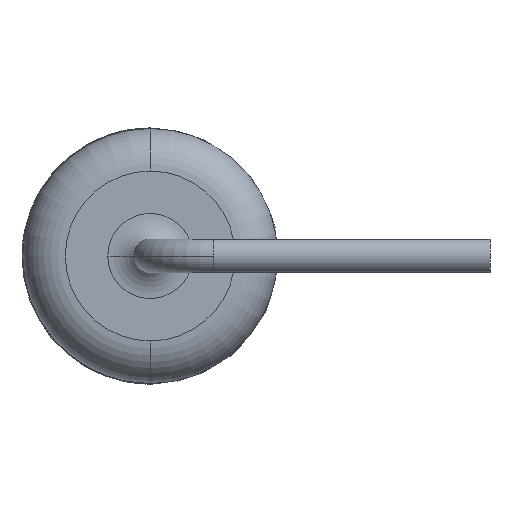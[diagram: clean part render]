
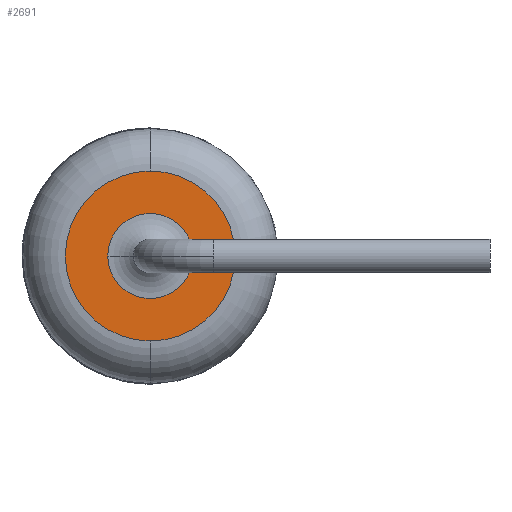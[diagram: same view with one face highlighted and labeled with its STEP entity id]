
A CAD part, left-side view. The second image highlights one B-rep face of the part: STEP entity #2691.
In plain terms, the highlighted planar face has unit normal (-1, 0, 0).
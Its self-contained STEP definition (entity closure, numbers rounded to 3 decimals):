
#38 = CARTESIAN_POINT ( 'NONE',  ( -8.5, 0., 0. ) ) ;
#41 = DIRECTION ( 'NONE',  ( 0., 0., -1. ) ) ;
#195 = AXIS2_PLACEMENT_3D ( 'NONE', #1058, #1034, #2303 ) ;
#219 = ORIENTED_EDGE ( 'NONE', *, *, #733, .F. ) ;
#245 = CIRCLE ( 'NONE', #1541, 1. ) ;
#400 = CARTESIAN_POINT ( 'NONE',  ( -8.5, 1., 0. ) ) ;
#506 = CARTESIAN_POINT ( 'NONE',  ( -8.5, 0., 0. ) ) ;
#524 = VERTEX_POINT ( 'NONE', #400 ) ;
#533 = ORIENTED_EDGE ( 'NONE', *, *, #995, .F. ) ;
#540 = CIRCLE ( 'NONE', #1139, 2. ) ;
#589 = CARTESIAN_POINT ( 'NONE',  ( -8.5, 0., -2. ) ) ;
#644 = EDGE_CURVE ( 'NONE', #1612, #1412, #1233, .T. ) ;
#727 = PLANE ( 'NONE',  #2356 ) ;
#733 = EDGE_CURVE ( 'NONE', #524, #2057, #2453, .T. ) ;
#826 = DIRECTION ( 'NONE',  ( 0., 1., 0. ) ) ;
#859 = DIRECTION ( 'NONE',  ( -1., 0., 0. ) ) ;
#933 = DIRECTION ( 'NONE',  ( 0., 0., -1. ) ) ;
#995 = EDGE_CURVE ( 'NONE', #2057, #524, #245, .T. ) ;
#998 = EDGE_LOOP ( 'NONE', ( #219, #533 ) ) ;
#1034 = DIRECTION ( 'NONE',  ( -1., 0., 0. ) ) ;
#1058 = CARTESIAN_POINT ( 'NONE',  ( -8.5, 0., 0. ) ) ;
#1073 = DIRECTION ( 'NONE',  ( -1., 0., 0. ) ) ;
#1139 = AXIS2_PLACEMENT_3D ( 'NONE', #1476, #2119, #41 ) ;
#1233 = CIRCLE ( 'NONE', #195, 2. ) ;
#1352 = FACE_BOUND ( 'NONE', #998, .T. ) ;
#1412 = VERTEX_POINT ( 'NONE', #589 ) ;
#1476 = CARTESIAN_POINT ( 'NONE',  ( -8.5, 0., 0. ) ) ;
#1541 = AXIS2_PLACEMENT_3D ( 'NONE', #38, #859, #1703 ) ;
#1594 = ORIENTED_EDGE ( 'NONE', *, *, #644, .T. ) ;
#1612 = VERTEX_POINT ( 'NONE', #2168 ) ;
#1703 = DIRECTION ( 'NONE',  ( 0., 1., 0. ) ) ;
#1738 = FACE_OUTER_BOUND ( 'NONE', #2310, .T. ) ;
#2057 = VERTEX_POINT ( 'NONE', #2544 ) ;
#2119 = DIRECTION ( 'NONE',  ( -1., 0., 0. ) ) ;
#2168 = CARTESIAN_POINT ( 'NONE',  ( -8.5, 0., 2. ) ) ;
#2215 = EDGE_CURVE ( 'NONE', #1412, #1612, #540, .T. ) ;
#2290 = ORIENTED_EDGE ( 'NONE', *, *, #2215, .T. ) ;
#2303 = DIRECTION ( 'NONE',  ( 0., 0., -1. ) ) ;
#2310 = EDGE_LOOP ( 'NONE', ( #2290, #1594 ) ) ;
#2356 = AXIS2_PLACEMENT_3D ( 'NONE', #506, #2549, #933 ) ;
#2453 = CIRCLE ( 'NONE', #2629, 1. ) ;
#2544 = CARTESIAN_POINT ( 'NONE',  ( -8.5, -1., 0. ) ) ;
#2549 = DIRECTION ( 'NONE',  ( 1., 0., 0. ) ) ;
#2556 = CARTESIAN_POINT ( 'NONE',  ( -8.5, 0., 0. ) ) ;
#2629 = AXIS2_PLACEMENT_3D ( 'NONE', #2556, #1073, #826 ) ;
#2691 = ADVANCED_FACE ( 'NONE', ( #1352, #1738 ), #727, .F. ) ;
